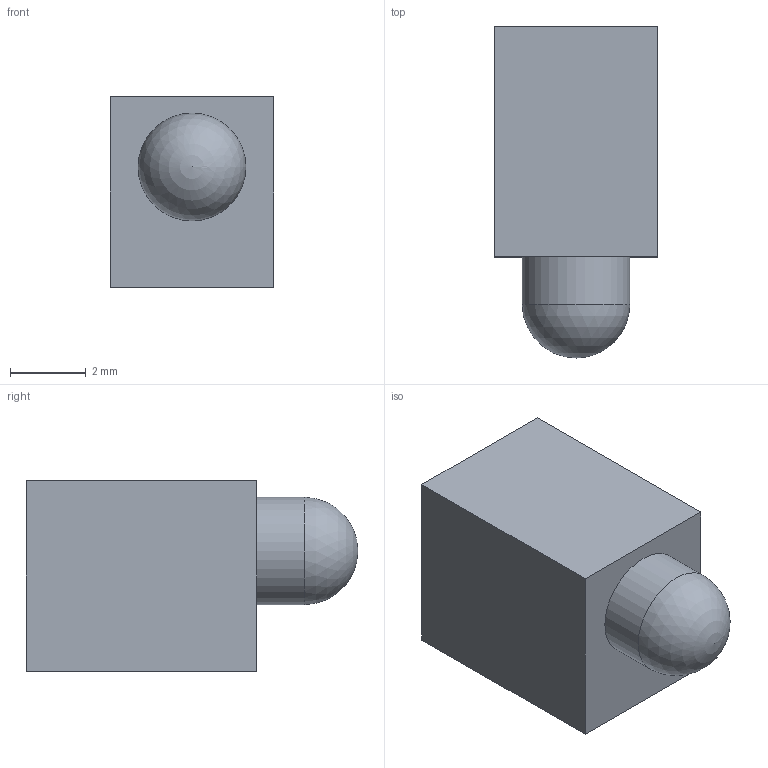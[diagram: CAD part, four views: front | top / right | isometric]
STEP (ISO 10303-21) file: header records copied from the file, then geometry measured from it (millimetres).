
FILE_DESCRIPTION(/* description */ ('STEP AP242','CAx-IF Rec.Pracs.---Representation and Presentation of Product Manufacturing Information (PMI)---4.0---2014-10-13','CAx-IF Rec.Pracs.---3D Tessellated Geometry---0.4---2014-09-14','2;1'),/* implementation_level */ '2;1');
FILE_NAME(/* name */ '66af1b6d8fcba43f0130220b',/* time_stamp */ '2024-08-04T06:10:53Z',/* author */ (''),/* organization */ (''),/* preprocessor_version */ 'ST-DEVELOPER v20',/* originating_system */ ' ',/* authorisation */ ' ');
FILE_SCHEMA (('AP242_MANAGED_MODEL_BASED_3D_ENGINEERING_MIM_LF { 1 0 10303 442 1 1 4 }'));
Length unit declared in the file: metre
Products named in the file (3): Assembly 1; Part 1
Assembly tree (2 placements, depth 2):
  Assembly 1
    Part 1
    Part 1
Bounding box: 4.32 x 8.76 x 5.03 mm (x, y, z)
Volume: 146.3 mm3; surface area: 187.6 mm2
Topology: 2 solids, 2 shells, 10 faces, 19 edges, 13 vertices
Faces by surface type: plane 8, sphere 1, cylinder 1
Full cylindrical faces by diameter (mm): 2.845 x1
Entity records: 309 total; most frequent: DIRECTION 44, CARTESIAN_POINT 39, ORIENTED_EDGE 30, AXIS2_PLACEMENT_3D 16, EDGE_CURVE 15, LINE 12, VECTOR 12, EDGE_LOOP 12
